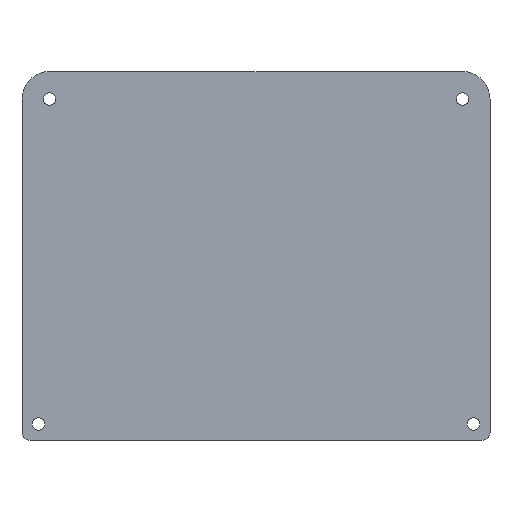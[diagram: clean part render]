
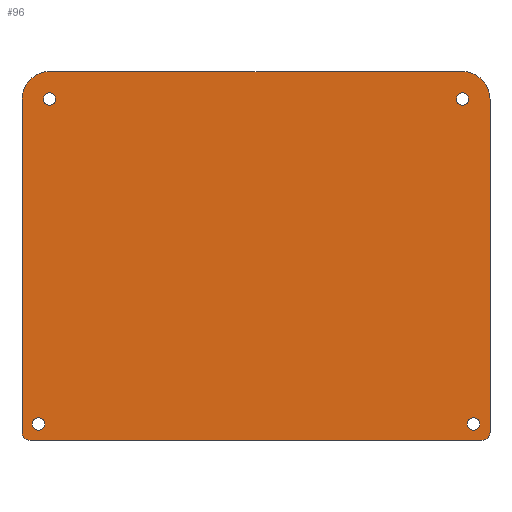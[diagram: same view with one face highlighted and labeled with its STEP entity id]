
A CAD part, front view. The second image highlights one B-rep face of the part: STEP entity #96.
In plain terms, the highlighted planar face has unit normal (0, -1, 0).
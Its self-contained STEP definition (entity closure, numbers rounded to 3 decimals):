
#50=FACE_BOUND('',#128,.T.);
#51=FACE_BOUND('',#129,.T.);
#52=FACE_BOUND('',#130,.T.);
#53=FACE_BOUND('',#131,.T.);
#54=FACE_BOUND('',#132,.T.);
#69=CIRCLE('',#293,10.);
#71=CIRCLE('',#297,10.);
#73=CIRCLE('',#301,3.);
#74=CIRCLE('',#304,2.25);
#76=CIRCLE('',#307,2.25);
#78=CIRCLE('',#310,2.25);
#81=CIRCLE('',#314,3.);
#82=CIRCLE('',#316,2.25);
#96=ADVANCED_FACE('',(#50,#51,#52,#53,#54),#102,.F.);
#102=PLANE('',#319);
#128=EDGE_LOOP('',(#178,#179,#180,#181,#182,#183,#184,#185));
#129=EDGE_LOOP('',(#186));
#130=EDGE_LOOP('',(#187));
#131=EDGE_LOOP('',(#188));
#132=EDGE_LOOP('',(#189));
#178=ORIENTED_EDGE('',*,*,#228,.F.);
#179=ORIENTED_EDGE('',*,*,#255,.F.);
#180=ORIENTED_EDGE('',*,*,#246,.F.);
#181=ORIENTED_EDGE('',*,*,#243,.F.);
#182=ORIENTED_EDGE('',*,*,#240,.F.);
#183=ORIENTED_EDGE('',*,*,#237,.F.);
#184=ORIENTED_EDGE('',*,*,#234,.F.);
#185=ORIENTED_EDGE('',*,*,#231,.F.);
#186=ORIENTED_EDGE('',*,*,#252,.T.);
#187=ORIENTED_EDGE('',*,*,#250,.T.);
#188=ORIENTED_EDGE('',*,*,#248,.T.);
#189=ORIENTED_EDGE('',*,*,#256,.T.);
#204=VERTEX_POINT('',#404);
#205=VERTEX_POINT('',#406);
#207=VERTEX_POINT('',#412);
#209=VERTEX_POINT('',#418);
#211=VERTEX_POINT('',#424);
#213=VERTEX_POINT('',#430);
#215=VERTEX_POINT('',#436);
#217=VERTEX_POINT('',#442);
#218=VERTEX_POINT('',#446);
#220=VERTEX_POINT('',#451);
#222=VERTEX_POINT('',#456);
#224=VERTEX_POINT('',#464);
#228=EDGE_CURVE('',#204,#205,#260,.T.);
#231=EDGE_CURVE('',#205,#207,#69,.T.);
#234=EDGE_CURVE('',#207,#209,#264,.T.);
#237=EDGE_CURVE('',#209,#211,#71,.T.);
#240=EDGE_CURVE('',#211,#213,#268,.T.);
#243=EDGE_CURVE('',#213,#215,#73,.T.);
#246=EDGE_CURVE('',#215,#217,#272,.T.);
#248=EDGE_CURVE('',#218,#218,#74,.T.);
#250=EDGE_CURVE('',#220,#220,#76,.T.);
#252=EDGE_CURVE('',#222,#222,#78,.T.);
#255=EDGE_CURVE('',#217,#204,#81,.T.);
#256=EDGE_CURVE('',#224,#224,#82,.T.);
#260=LINE('',#405,#276);
#264=LINE('',#417,#280);
#268=LINE('',#429,#284);
#272=LINE('',#441,#288);
#276=VECTOR('',#325,1.);
#280=VECTOR('',#337,1.);
#284=VECTOR('',#349,1.);
#288=VECTOR('',#361,1.);
#293=AXIS2_PLACEMENT_3D('',#411,#331,#332);
#297=AXIS2_PLACEMENT_3D('',#423,#343,#344);
#301=AXIS2_PLACEMENT_3D('',#435,#355,#356);
#304=AXIS2_PLACEMENT_3D('',#445,#365,#366);
#307=AXIS2_PLACEMENT_3D('',#450,#371,#372);
#310=AXIS2_PLACEMENT_3D('',#455,#377,#378);
#314=AXIS2_PLACEMENT_3D('',#461,#385,#386);
#316=AXIS2_PLACEMENT_3D('',#463,#389,#390);
#319=AXIS2_PLACEMENT_3D('',#468,#395,#396);
#325=DIRECTION('',(0.,0.,1.));
#331=DIRECTION('',(0.,1.,0.));
#332=DIRECTION('',(-1.,0.,0.));
#337=DIRECTION('',(1.,0.,0.));
#343=DIRECTION('',(0.,1.,0.));
#344=DIRECTION('',(-1.,0.,0.));
#349=DIRECTION('',(0.,0.,-1.));
#355=DIRECTION('',(0.,1.,0.));
#356=DIRECTION('',(-1.,0.,0.));
#361=DIRECTION('',(-1.,0.,0.));
#365=DIRECTION('',(0.,1.,0.));
#366=DIRECTION('',(-1.,0.,0.));
#371=DIRECTION('',(0.,1.,0.));
#372=DIRECTION('',(-1.,0.,0.));
#377=DIRECTION('',(0.,1.,0.));
#378=DIRECTION('',(-1.,0.,0.));
#385=DIRECTION('',(0.,1.,0.));
#386=DIRECTION('',(-1.,0.,0.));
#389=DIRECTION('',(0.,1.,0.));
#390=DIRECTION('',(-1.,0.,0.));
#395=DIRECTION('',(0.,1.,0.));
#396=DIRECTION('',(0.,0.,1.));
#404=CARTESIAN_POINT('',(-5.,-7.5,-2.));
#405=CARTESIAN_POINT('',(-5.,-7.5,-2.));
#406=CARTESIAN_POINT('',(-5.,-7.5,119.));
#411=CARTESIAN_POINT('',(5.,-7.5,119.));
#412=CARTESIAN_POINT('',(5.,-7.5,129.));
#417=CARTESIAN_POINT('',(5.,-7.5,129.));
#418=CARTESIAN_POINT('',(155.,-7.5,129.));
#423=CARTESIAN_POINT('',(155.,-7.5,119.));
#424=CARTESIAN_POINT('',(165.,-7.5,119.));
#429=CARTESIAN_POINT('',(165.,-7.5,119.));
#430=CARTESIAN_POINT('',(165.,-7.5,-2.));
#435=CARTESIAN_POINT('',(162.,-7.5,-2.));
#436=CARTESIAN_POINT('',(162.,-7.5,-5.));
#441=CARTESIAN_POINT('',(162.,-7.5,-5.));
#442=CARTESIAN_POINT('',(-2.,-7.5,-5.));
#445=CARTESIAN_POINT('',(155.,-7.5,119.));
#446=CARTESIAN_POINT('',(152.75,-7.5,119.));
#450=CARTESIAN_POINT('',(5.,-7.5,119.));
#451=CARTESIAN_POINT('',(2.75,-7.5,119.));
#455=CARTESIAN_POINT('',(1.,-7.5,1.));
#456=CARTESIAN_POINT('',(-1.25,-7.5,1.));
#461=CARTESIAN_POINT('',(-2.,-7.5,-2.));
#463=CARTESIAN_POINT('',(159.,-7.5,1.));
#464=CARTESIAN_POINT('',(156.75,-7.5,1.));
#468=CARTESIAN_POINT('',(5.,-7.5,119.));
